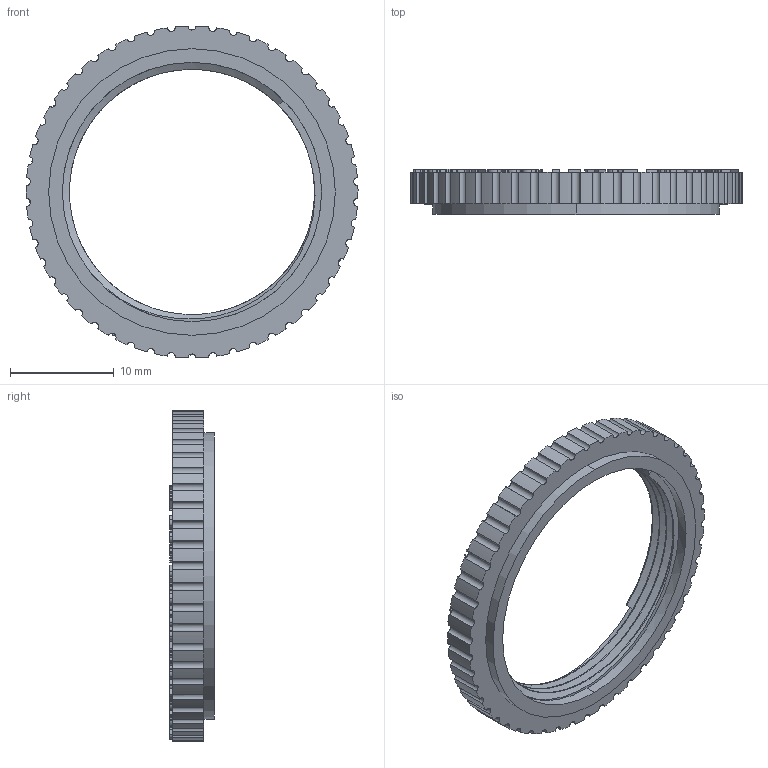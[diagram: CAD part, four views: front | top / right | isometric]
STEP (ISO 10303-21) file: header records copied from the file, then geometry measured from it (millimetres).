
FILE_DESCRIPTION (( 'STEP AP203' ), '1' );
FILE_NAME ('FixRingV1_0_1_SAK.STEP', '2020-03-23T16:47:49', ( '' ), ( '' ), 'SwSTEP 2.0', 'SolidWorks 2019', '' );
FILE_SCHEMA (( 'CONFIG_CONTROL_DESIGN' ));
Length unit declared in the file: millimetre
Products named in the file (2): FixRingV1_0_1_SAK
Bounding box: 32 x 4.3 x 31.99 mm (x, y, z)
Volume: 1088 mm3; surface area: 1658.7 mm2
Topology: 1 solids, 1 shells, 684 faces, 1880 edges, 1246 vertices
Faces by surface type: plane 357, bspline 193, cylinder 134
Entity records: 32366 total; most frequent: CARTESIAN_POINT 15920, ORIENTED_EDGE 3758, DIRECTION 2743, EDGE_CURVE 1879, VERTEX_POINT 1244, LINE 1185, VECTOR 1185, AXIS2_PLACEMENT_3D 779
